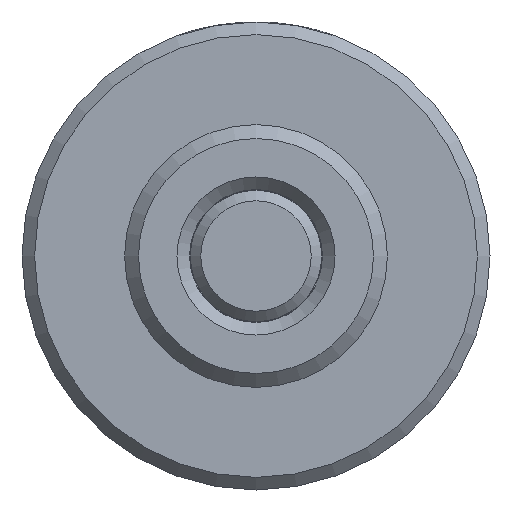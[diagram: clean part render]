
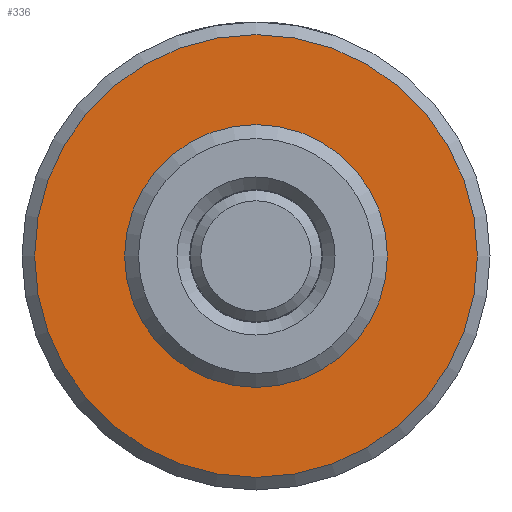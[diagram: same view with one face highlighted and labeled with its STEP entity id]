
A CAD part, left-side view. The second image highlights one B-rep face of the part: STEP entity #336.
In plain terms, the highlighted planar face has unit normal (-1, 0, 0).
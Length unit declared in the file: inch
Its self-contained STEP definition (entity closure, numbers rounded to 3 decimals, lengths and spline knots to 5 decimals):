
#336 = ADVANCED_FACE( '', ( #478, #479 ), #480, .F. );
#478 = FACE_OUTER_BOUND( '', #760, .T. );
#479 = FACE_BOUND( '', #761, .T. );
#480 = PLANE( '', #762 );
#760 = EDGE_LOOP( '', ( #1087 ) );
#761 = EDGE_LOOP( '', ( #1088 ) );
#762 = AXIS2_PLACEMENT_3D( '', #1089, #1090, #1091 );
#1087 = ORIENTED_EDGE( '', *, *, #1611, .F. );
#1088 = ORIENTED_EDGE( '', *, *, #1618, .T. );
#1089 = CARTESIAN_POINT( '', ( 0.5, 0., 0. ) );
#1090 = DIRECTION( '', ( 1., 0., 0. ) );
#1091 = DIRECTION( '', ( 0., 0., -1. ) );
#1611 = EDGE_CURVE( '', #1779, #1779, #1780, .T. );
#1618 = EDGE_CURVE( '', #1793, #1793, #1794, .T. );
#1779 = VERTEX_POINT( '', #2204 );
#1780 = CIRCLE( '', #2205, 0.5265 );
#1793 = VERTEX_POINT( '', #2218 );
#1794 = CIRCLE( '', #2219, 0.31125 );
#2204 = CARTESIAN_POINT( '', ( 0.5, 0., -0.5265 ) );
#2205 = AXIS2_PLACEMENT_3D( '', #2767, #2768, #2769 );
#2218 = CARTESIAN_POINT( '', ( 0.5, 0., -0.31125 ) );
#2219 = AXIS2_PLACEMENT_3D( '', #2788, #2789, #2790 );
#2767 = CARTESIAN_POINT( '', ( 0.5, 0., 0. ) );
#2768 = DIRECTION( '', ( 1., 0., 0. ) );
#2769 = DIRECTION( '', ( 0., 0., -1. ) );
#2788 = CARTESIAN_POINT( '', ( 0.5, 0., 0. ) );
#2789 = DIRECTION( '', ( 1., 0., 0. ) );
#2790 = DIRECTION( '', ( 0., 0., -1. ) );
